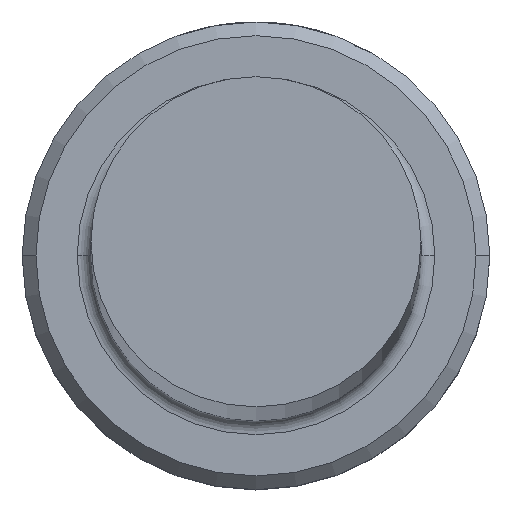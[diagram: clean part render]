
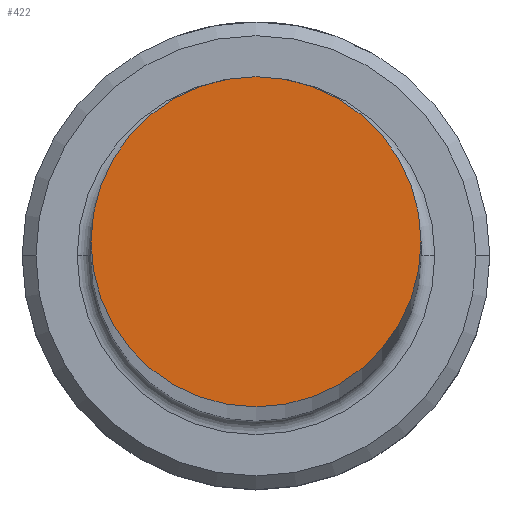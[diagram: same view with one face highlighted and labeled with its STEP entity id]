
A CAD part, top view. The second image highlights one B-rep face of the part: STEP entity #422.
In plain terms, the highlighted planar face has unit normal (0, 0, 1).
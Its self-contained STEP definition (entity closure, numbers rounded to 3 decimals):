
#73 = CARTESIAN_POINT ( 'NONE',  ( 0., 0., 300. ) ) ;
#86 = DIRECTION ( 'NONE',  ( 1., 0., 0. ) ) ;
#89 = DIRECTION ( 'NONE',  ( 0., 0., 1. ) ) ;
#168 = ORIENTED_EDGE ( 'NONE', *, *, #805, .T. ) ;
#215 = FACE_OUTER_BOUND ( 'NONE', #1007, .T. ) ;
#272 = CARTESIAN_POINT ( 'NONE',  ( 0., 0., 300. ) ) ;
#277 = VERTEX_POINT ( 'NONE', #481 ) ;
#343 = PLANE ( 'NONE',  #778 ) ;
#360 = DIRECTION ( 'NONE',  ( 1., 0., 0. ) ) ;
#422 = ADVANCED_FACE ( 'NONE', ( #215 ), #343, .T. ) ;
#481 = CARTESIAN_POINT ( 'NONE',  ( -6., 0., 300. ) ) ;
#507 = DIRECTION ( 'NONE',  ( 0., 0., 1. ) ) ;
#518 = VERTEX_POINT ( 'NONE', #684 ) ;
#572 = ORIENTED_EDGE ( 'NONE', *, *, #1124, .T. ) ;
#684 = CARTESIAN_POINT ( 'NONE',  ( 6., 0., 300. ) ) ;
#778 = AXIS2_PLACEMENT_3D ( 'NONE', #73, #89, #86 ) ;
#801 = CIRCLE ( 'NONE', #1110, 6. ) ;
#805 = EDGE_CURVE ( 'NONE', #277, #518, #801, .T. ) ;
#837 = CIRCLE ( 'NONE', #913, 6. ) ;
#913 = AXIS2_PLACEMENT_3D ( 'NONE', #1070, #507, #1152 ) ;
#924 = DIRECTION ( 'NONE',  ( 0., 0., 1. ) ) ;
#1007 = EDGE_LOOP ( 'NONE', ( #168, #572 ) ) ;
#1070 = CARTESIAN_POINT ( 'NONE',  ( 0., 0., 300. ) ) ;
#1110 = AXIS2_PLACEMENT_3D ( 'NONE', #272, #924, #360 ) ;
#1124 = EDGE_CURVE ( 'NONE', #518, #277, #837, .T. ) ;
#1152 = DIRECTION ( 'NONE',  ( 1., 0., 0. ) ) ;
